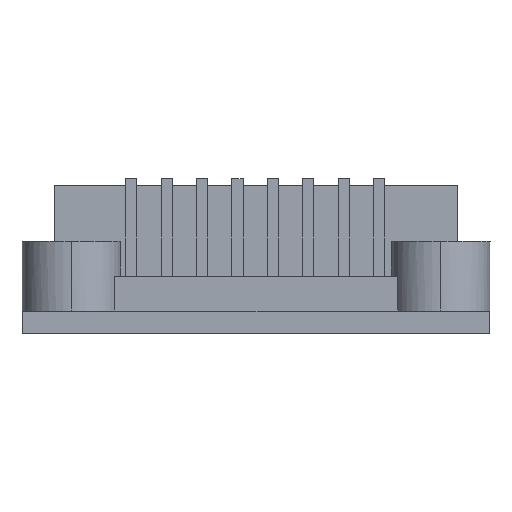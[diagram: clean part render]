
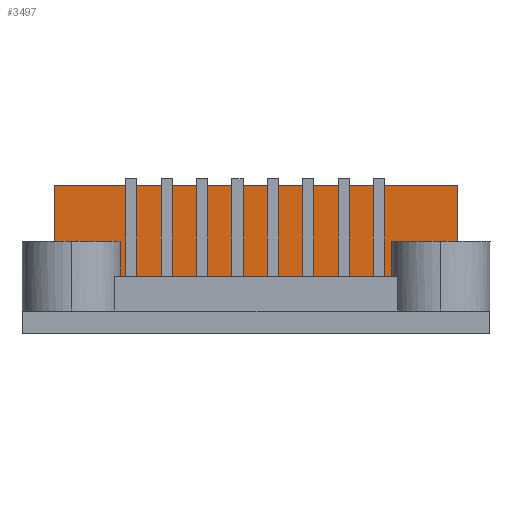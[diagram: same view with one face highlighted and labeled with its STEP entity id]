
A CAD part, left-side view. The second image highlights one B-rep face of the part: STEP entity #3497.
In plain terms, the highlighted planar face has unit normal (-1, 0, 0).
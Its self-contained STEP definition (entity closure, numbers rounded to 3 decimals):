
#96 = VECTOR ( 'NONE', #863, 1000. ) ;
#169 = DIRECTION ( 'NONE',  ( 0., 0., -1. ) ) ;
#238 = VECTOR ( 'NONE', #4526, 1000. ) ;
#282 = EDGE_LOOP ( 'NONE', ( #4485, #2334, #4394, #3558 ) ) ;
#450 = CARTESIAN_POINT ( 'NONE',  ( -78.2, -14.45, -5. ) ) ;
#465 = CARTESIAN_POINT ( 'NONE',  ( -78.2, 14.45, -5. ) ) ;
#491 = VERTEX_POINT ( 'NONE', #3388 ) ;
#666 = CARTESIAN_POINT ( 'NONE',  ( -78.2, -14.45, 4. ) ) ;
#863 = DIRECTION ( 'NONE',  ( 0., -1., 0. ) ) ;
#1076 = LINE ( 'NONE', #2015, #238 ) ;
#1298 = AXIS2_PLACEMENT_3D ( 'NONE', #1841, #5205, #169 ) ;
#1378 = DIRECTION ( 'NONE',  ( 0., -1., 0. ) ) ;
#1785 = CARTESIAN_POINT ( 'NONE',  ( -78.2, -14.45, 4. ) ) ;
#1815 = LINE ( 'NONE', #1785, #2082 ) ;
#1831 = CARTESIAN_POINT ( 'NONE',  ( -78.2, 14.45, 4. ) ) ;
#1841 = CARTESIAN_POINT ( 'NONE',  ( -78.2, 14.45, 4. ) ) ;
#2015 = CARTESIAN_POINT ( 'NONE',  ( -78.2, 14.45, 4. ) ) ;
#2068 = EDGE_CURVE ( 'NONE', #3862, #3636, #1815, .T. ) ;
#2082 = VECTOR ( 'NONE', #3153, 1000. ) ;
#2142 = CARTESIAN_POINT ( 'NONE',  ( -78.2, 14.45, -5. ) ) ;
#2263 = FACE_OUTER_BOUND ( 'NONE', #282, .T. ) ;
#2334 = ORIENTED_EDGE ( 'NONE', *, *, #2068, .F. ) ;
#2585 = EDGE_CURVE ( 'NONE', #491, #5136, #1076, .T. ) ;
#2950 = LINE ( 'NONE', #2142, #96 ) ;
#3058 = LINE ( 'NONE', #1831, #4843 ) ;
#3153 = DIRECTION ( 'NONE',  ( 0., 0., -1. ) ) ;
#3388 = CARTESIAN_POINT ( 'NONE',  ( -78.2, 14.45, 4. ) ) ;
#3497 = ADVANCED_FACE ( 'NONE', ( #2263 ), #3951, .F. ) ;
#3558 = ORIENTED_EDGE ( 'NONE', *, *, #2585, .T. ) ;
#3636 = VERTEX_POINT ( 'NONE', #450 ) ;
#3862 = VERTEX_POINT ( 'NONE', #666 ) ;
#3951 = PLANE ( 'NONE',  #1298 ) ;
#4030 = EDGE_CURVE ( 'NONE', #491, #3862, #3058, .T. ) ;
#4394 = ORIENTED_EDGE ( 'NONE', *, *, #4030, .F. ) ;
#4485 = ORIENTED_EDGE ( 'NONE', *, *, #4839, .T. ) ;
#4526 = DIRECTION ( 'NONE',  ( 0., 0., -1. ) ) ;
#4839 = EDGE_CURVE ( 'NONE', #5136, #3636, #2950, .T. ) ;
#4843 = VECTOR ( 'NONE', #1378, 1000. ) ;
#5136 = VERTEX_POINT ( 'NONE', #465 ) ;
#5205 = DIRECTION ( 'NONE',  ( 1., 0., 0. ) ) ;
